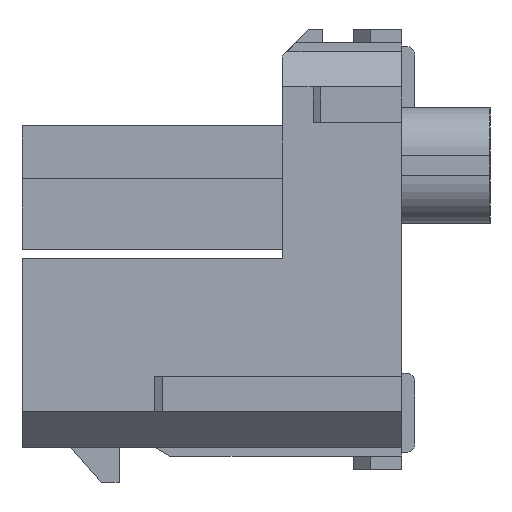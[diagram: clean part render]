
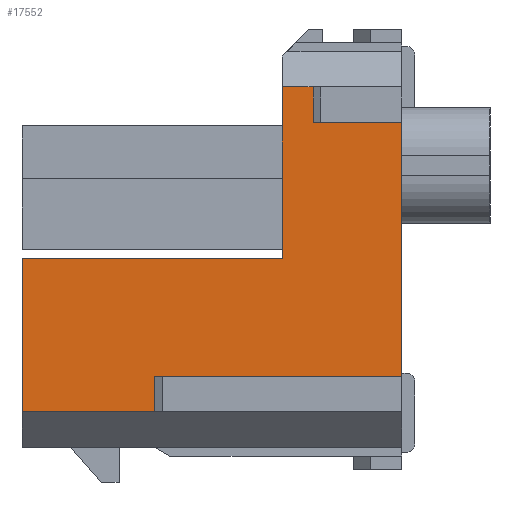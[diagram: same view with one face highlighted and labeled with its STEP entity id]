
A CAD part, left-side view. The second image highlights one B-rep face of the part: STEP entity #17552.
In plain terms, the highlighted planar face has unit normal (-1, 0, 0).
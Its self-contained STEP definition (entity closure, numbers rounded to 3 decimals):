
#5513 = VERTEX_POINT('',#5514);
#5514 = CARTESIAN_POINT('',(-10.2,0.,1.44));
#5520 = EDGE_CURVE('',#5521,#5513,#5523,.T.);
#5521 = VERTEX_POINT('',#5522);
#5522 = CARTESIAN_POINT('',(-10.2,0.,-1.44));
#5523 = LINE('',#5524,#5525);
#5524 = CARTESIAN_POINT('',(-10.2,0.,-1.44));
#5525 = VECTOR('',#5526,1.);
#5526 = DIRECTION('',(0.,0.,1.));
#6172 = VERTEX_POINT('',#6173);
#6173 = CARTESIAN_POINT('',(-10.2,4.3,-1.84));
#6179 = EDGE_CURVE('',#6172,#6180,#6182,.T.);
#6180 = VERTEX_POINT('',#6181);
#6181 = CARTESIAN_POINT('',(-10.2,4.3,-0.1));
#6182 = LINE('',#6183,#6184);
#6183 = CARTESIAN_POINT('',(-10.2,4.3,-1.44));
#6184 = VECTOR('',#6185,1.);
#6185 = DIRECTION('',(0.,0.,1.));
#7384 = VERTEX_POINT('',#7385);
#7385 = CARTESIAN_POINT('',(-10.2,1.004,1.44));
#7393 = EDGE_CURVE('',#7384,#5513,#7394,.T.);
#7394 = LINE('',#7395,#7396);
#7395 = CARTESIAN_POINT('',(-10.2,4.3,1.44));
#7396 = VECTOR('',#7397,1.);
#7397 = DIRECTION('',(0.,-1.,0.));
#7439 = VERTEX_POINT('',#7440);
#7440 = CARTESIAN_POINT('',(-10.2,1.004,1.84));
#8327 = VERTEX_POINT('',#8328);
#8328 = CARTESIAN_POINT('',(-10.2,1.35,-0.1));
#8334 = EDGE_CURVE('',#8327,#8335,#8337,.T.);
#8335 = VERTEX_POINT('',#8336);
#8336 = CARTESIAN_POINT('',(-10.2,1.35,1.84));
#8337 = LINE('',#8338,#8339);
#8338 = CARTESIAN_POINT('',(-10.2,1.35,1.4));
#8339 = VECTOR('',#8340,1.);
#8340 = DIRECTION('',(0.,0.,1.));
#17552 = ADVANCED_FACE('',(#17553),#17599,.F.);
#17553 = FACE_BOUND('',#17554,.T.);
#17554 = EDGE_LOOP('',(#17555,#17556,#17562,#17563,#17571,#17579,#17585,
    #17586,#17587,#17593));
#17555 = ORIENTED_EDGE('',*,*,#8334,.F.);
#17556 = ORIENTED_EDGE('',*,*,#17557,.F.);
#17557 = EDGE_CURVE('',#6180,#8327,#17558,.T.);
#17558 = LINE('',#17559,#17560);
#17559 = CARTESIAN_POINT('',(-10.2,4.3,-0.1));
#17560 = VECTOR('',#17561,1.);
#17561 = DIRECTION('',(0.,-1.,0.));
#17562 = ORIENTED_EDGE('',*,*,#6179,.F.);
#17563 = ORIENTED_EDGE('',*,*,#17564,.T.);
#17564 = EDGE_CURVE('',#6172,#17565,#17567,.T.);
#17565 = VERTEX_POINT('',#17566);
#17566 = CARTESIAN_POINT('',(-10.2,2.8,-1.84));
#17567 = LINE('',#17568,#17569);
#17568 = CARTESIAN_POINT('',(-10.2,4.3,-1.84));
#17569 = VECTOR('',#17570,1.);
#17570 = DIRECTION('',(0.,-1.,0.));
#17571 = ORIENTED_EDGE('',*,*,#17572,.T.);
#17572 = EDGE_CURVE('',#17565,#17573,#17575,.T.);
#17573 = VERTEX_POINT('',#17574);
#17574 = CARTESIAN_POINT('',(-10.2,2.8,-1.44));
#17575 = LINE('',#17576,#17577);
#17576 = CARTESIAN_POINT('',(-10.2,2.8,-2.24));
#17577 = VECTOR('',#17578,1.);
#17578 = DIRECTION('',(0.,0.,1.));
#17579 = ORIENTED_EDGE('',*,*,#17580,.T.);
#17580 = EDGE_CURVE('',#17573,#5521,#17581,.T.);
#17581 = LINE('',#17582,#17583);
#17582 = CARTESIAN_POINT('',(-10.2,4.3,-1.44));
#17583 = VECTOR('',#17584,1.);
#17584 = DIRECTION('',(0.,-1.,0.));
#17585 = ORIENTED_EDGE('',*,*,#5520,.T.);
#17586 = ORIENTED_EDGE('',*,*,#7393,.F.);
#17587 = ORIENTED_EDGE('',*,*,#17588,.F.);
#17588 = EDGE_CURVE('',#7439,#7384,#17589,.T.);
#17589 = LINE('',#17590,#17591);
#17590 = CARTESIAN_POINT('',(-10.2,1.004,2.24));
#17591 = VECTOR('',#17592,1.);
#17592 = DIRECTION('',(0.,0.,-1.));
#17593 = ORIENTED_EDGE('',*,*,#17594,.F.);
#17594 = EDGE_CURVE('',#8335,#7439,#17595,.T.);
#17595 = LINE('',#17596,#17597);
#17596 = CARTESIAN_POINT('',(-10.2,4.3,1.84));
#17597 = VECTOR('',#17598,1.);
#17598 = DIRECTION('',(0.,-1.,0.));
#17599 = PLANE('',#17600);
#17600 = AXIS2_PLACEMENT_3D('',#17601,#17602,#17603);
#17601 = CARTESIAN_POINT('',(-10.2,4.3,-1.44));
#17602 = DIRECTION('',(1.,0.,0.));
#17603 = DIRECTION('',(0.,0.,-1.));
